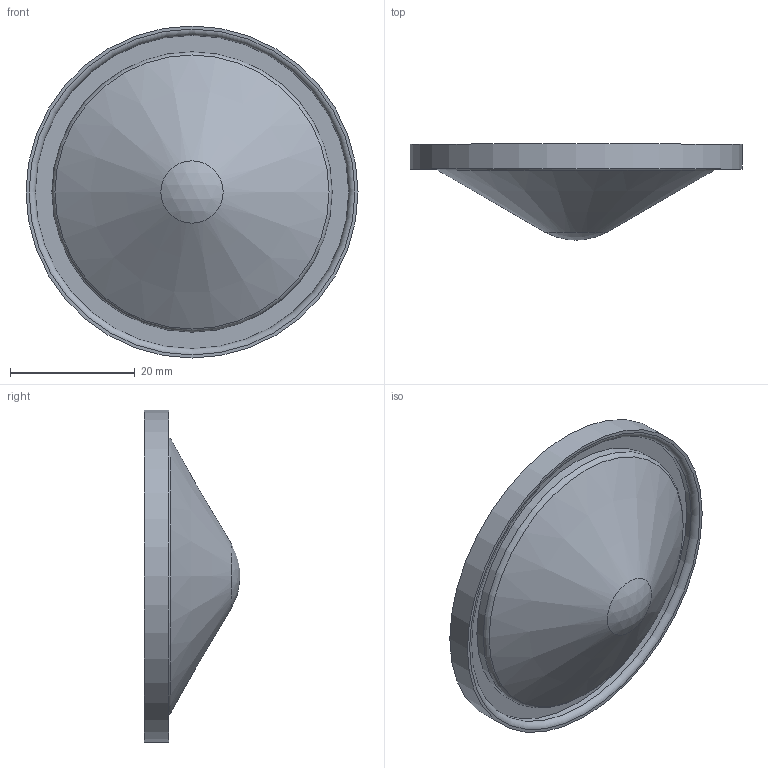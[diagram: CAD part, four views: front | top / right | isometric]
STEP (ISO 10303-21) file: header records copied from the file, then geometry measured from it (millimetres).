
FILE_DESCRIPTION(/* description */ (''),/* implementation_level */ '2;1');
FILE_NAME(/* name */ 'cone_mirror.stp',/* time_stamp */ '2024-02-29T17:22:02+09:00',/* author */ ('Hanaoka'),/* organization */ (''),/* preprocessor_version */ 'ST-DEVELOPER v20',/* originating_system */ 'Autodesk Inventor 2024',/* authorisation */ '');
FILE_SCHEMA (('AUTOMOTIVE_DESIGN { 1 0 10303 214 3 1 1 }'));
Length unit declared in the file: millimetre
Products named in the file (1): COne_mirror
Bounding box: 53.3 x 15.39 x 53.3 mm (x, y, z)
Volume: 14954.8 mm3; surface area: 5887.8 mm2
Topology: 1 solids, 1 shells, 10 faces, 18 edges, 12 vertices
Faces by surface type: cylinder 3, plane 3, torus 2, cone 1, sphere 1
Full cylindrical faces by diameter (mm): 45 x1, 50.3 x1, 53.3 x1
Entity records: 299 total; most frequent: DIRECTION 54, CARTESIAN_POINT 41, ORIENTED_EDGE 36, AXIS2_PLACEMENT_3D 25, EDGE_CURVE 18, CIRCLE 14, EDGE_LOOP 12, VERTEX_POINT 12
